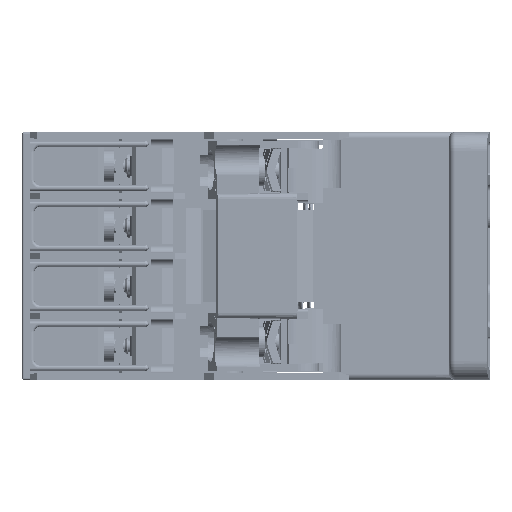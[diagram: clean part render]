
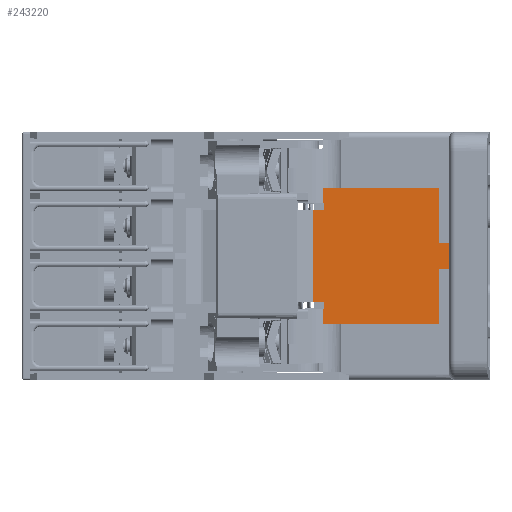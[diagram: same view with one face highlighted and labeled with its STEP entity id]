
A CAD part, left-side view. The second image highlights one B-rep face of the part: STEP entity #243220.
In plain terms, the highlighted planar face has unit normal (-1, 0, 0).
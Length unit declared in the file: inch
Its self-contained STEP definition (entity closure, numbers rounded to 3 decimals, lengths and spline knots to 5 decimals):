
#233636=CARTESIAN_POINT('',(-1.27559,0.1248,0.37992));
#233637=VERTEX_POINT('',#233636);
#233645=CARTESIAN_POINT('',(-1.27559,0.1248,0.48819));
#233646=VERTEX_POINT('',#233645);
#233647=CARTESIAN_POINT('',(-1.27559,0.1248,0.37992));
#233648=DIRECTION('',(0.0,0.0,1.0));
#233649=VECTOR('',#233648,0.10827);
#233650=LINE('',#233647,#233649);
#233651=EDGE_CURVE('',#233637,#233646,#233650,.T.);
#233766=CARTESIAN_POINT('',(-1.27559,0.12205,0.37992));
#233767=VERTEX_POINT('',#233766);
#233768=CARTESIAN_POINT('',(-1.27559,0.1248,0.37992));
#233769=DIRECTION('',(0.0,-1.0,0.0));
#233770=VECTOR('',#233769,0.00275);
#233771=LINE('',#233768,#233770);
#233772=EDGE_CURVE('',#233637,#233767,#233771,.T.);
#233924=CARTESIAN_POINT('',(-1.27559,0.12205,-0.37992));
#233925=VERTEX_POINT('',#233924);
#233926=CARTESIAN_POINT('',(-1.27559,0.1248,-0.37992));
#233927=VERTEX_POINT('',#233926);
#233928=CARTESIAN_POINT('',(-1.27559,0.12205,-0.37992));
#233929=DIRECTION('',(0.0,1.0,0.0));
#233930=VECTOR('',#233929,0.00275);
#233931=LINE('',#233928,#233930);
#233932=EDGE_CURVE('',#233925,#233927,#233931,.T.);
#234483=CARTESIAN_POINT('',(-1.27559,0.12205,-0.33071));
#234484=VERTEX_POINT('',#234483);
#234493=CARTESIAN_POINT('',(-1.27559,0.12205,-0.33071));
#234494=DIRECTION('',(0.0,0.0,-1.0));
#234495=VECTOR('',#234494,0.04921);
#234496=LINE('',#234493,#234495);
#234497=EDGE_CURVE('',#234484,#233925,#234496,.T.);
#234507=CARTESIAN_POINT('',(-1.27559,0.12205,0.33071));
#234508=VERTEX_POINT('',#234507);
#234515=CARTESIAN_POINT('',(-1.27559,0.12205,0.37992));
#234516=DIRECTION('',(0.0,0.0,-1.0));
#234517=VECTOR('',#234516,0.04921);
#234518=LINE('',#234515,#234517);
#234519=EDGE_CURVE('',#233767,#234508,#234518,.T.);
#234532=CARTESIAN_POINT('',(-1.27559,0.20079,-0.33071));
#234533=VERTEX_POINT('',#234532);
#234534=CARTESIAN_POINT('',(-1.27559,0.12205,-0.33071));
#234535=DIRECTION('',(0.0,1.0,0.0));
#234536=VECTOR('',#234535,0.07874);
#234537=LINE('',#234534,#234536);
#234538=EDGE_CURVE('',#234484,#234533,#234537,.T.);
#234644=CARTESIAN_POINT('',(-1.27559,0.20079,0.33071));
#234645=VERTEX_POINT('',#234644);
#234646=CARTESIAN_POINT('',(-1.27559,0.20079,0.33071));
#234647=DIRECTION('',(0.0,0.0,-1.0));
#234648=VECTOR('',#234647,0.66142);
#234649=LINE('',#234646,#234648);
#234650=EDGE_CURVE('',#234645,#234533,#234649,.T.);
#234679=CARTESIAN_POINT('',(-1.27559,0.20079,0.33071));
#234680=DIRECTION('',(0.0,-1.0,0.0));
#234681=VECTOR('',#234680,0.07874);
#234682=LINE('',#234679,#234681);
#234683=EDGE_CURVE('',#234645,#234508,#234682,.T.);
#234713=CARTESIAN_POINT('',(-1.27559,0.1248,-0.48819));
#234714=VERTEX_POINT('',#234713);
#234722=CARTESIAN_POINT('',(-1.27559,0.1248,-0.48819));
#234723=DIRECTION('',(0.0,0.0,1.0));
#234724=VECTOR('',#234723,0.10827);
#234725=LINE('',#234722,#234724);
#234726=EDGE_CURVE('',#234714,#233927,#234725,.T.);
#243132=CARTESIAN_POINT('',(-1.27559,-0.77559,0.48819));
#243133=DIRECTION('',(-1.0,0.0,0.0));
#243134=DIRECTION('',(0.0,0.0,1.0));
#243135=AXIS2_PLACEMENT_3D('',#243132,#243133,#243134);
#243136=PLANE('',#243135);
#243137=CARTESIAN_POINT('',(-1.27559,-0.70079,-0.48425));
#243138=VERTEX_POINT('',#243137);
#243139=CARTESIAN_POINT('',(-1.27559,-0.70079,-0.09055));
#243140=VERTEX_POINT('',#243139);
#243141=CARTESIAN_POINT('',(-1.27559,-0.70079,-0.48425));
#243142=DIRECTION('',(0.0,0.0,1.0));
#243143=VECTOR('',#243142,0.3937);
#243144=LINE('',#243141,#243143);
#243145=EDGE_CURVE('',#243138,#243140,#243144,.T.);
#243146=ORIENTED_EDGE('',*,*,#243145,.T.);
#243147=CARTESIAN_POINT('',(-1.27559,-0.77559,-0.09055));
#243148=VERTEX_POINT('',#243147);
#243149=CARTESIAN_POINT('',(-1.27559,-0.70079,-0.09055));
#243150=DIRECTION('',(0.0,-1.0,0.0));
#243151=VECTOR('',#243150,0.0748);
#243152=LINE('',#243149,#243151);
#243153=EDGE_CURVE('',#243140,#243148,#243152,.T.);
#243154=ORIENTED_EDGE('',*,*,#243153,.T.);
#243155=CARTESIAN_POINT('',(-1.27559,-0.77559,0.09055));
#243156=VERTEX_POINT('',#243155);
#243157=CARTESIAN_POINT('',(-1.27559,-0.77559,0.09055));
#243158=DIRECTION('',(0.0,0.0,-1.0));
#243159=VECTOR('',#243158,0.1811);
#243160=LINE('',#243157,#243159);
#243161=EDGE_CURVE('',#243156,#243148,#243160,.T.);
#243162=ORIENTED_EDGE('',*,*,#243161,.F.);
#243163=CARTESIAN_POINT('',(-1.27559,-0.70079,0.09055));
#243164=VERTEX_POINT('',#243163);
#243165=CARTESIAN_POINT('',(-1.27559,-0.70079,0.09055));
#243166=DIRECTION('',(0.0,-1.0,0.0));
#243167=VECTOR('',#243166,0.0748);
#243168=LINE('',#243165,#243167);
#243169=EDGE_CURVE('',#243164,#243156,#243168,.T.);
#243170=ORIENTED_EDGE('',*,*,#243169,.F.);
#243171=CARTESIAN_POINT('',(-1.27559,-0.70079,0.48425));
#243172=VERTEX_POINT('',#243171);
#243173=CARTESIAN_POINT('',(-1.27559,-0.70079,0.09055));
#243174=DIRECTION('',(0.0,0.0,1.0));
#243175=VECTOR('',#243174,0.3937);
#243176=LINE('',#243173,#243175);
#243177=EDGE_CURVE('',#243164,#243172,#243176,.T.);
#243178=ORIENTED_EDGE('',*,*,#243177,.T.);
#243179=CARTESIAN_POINT('',(-1.27559,-0.70472,0.48819));
#243180=VERTEX_POINT('',#243179);
#243181=CARTESIAN_POINT('',(-1.27559,-0.70472,0.48425));
#243182=DIRECTION('',(1.0,0.,0.));
#243183=DIRECTION('',(0.,0.707,0.707));
#243184=AXIS2_PLACEMENT_3D('',#243181,#243182,#243183);
#243185=CIRCLE('',#243184,0.00394);
#243186=EDGE_CURVE('',#243180,#243172,#243185,.F.);
#243187=ORIENTED_EDGE('',*,*,#243186,.F.);
#243188=CARTESIAN_POINT('',(-1.27559,-0.70472,0.48819));
#243189=DIRECTION('',(0.0,1.0,0.0));
#243190=VECTOR('',#243189,0.82953);
#243191=LINE('',#243188,#243190);
#243192=EDGE_CURVE('',#243180,#233646,#243191,.T.);
#243193=ORIENTED_EDGE('',*,*,#243192,.T.);
#243194=ORIENTED_EDGE('',*,*,#233651,.F.);
#243195=ORIENTED_EDGE('',*,*,#233772,.T.);
#243196=ORIENTED_EDGE('',*,*,#234519,.T.);
#243197=ORIENTED_EDGE('',*,*,#234683,.F.);
#243198=ORIENTED_EDGE('',*,*,#234650,.T.);
#243199=ORIENTED_EDGE('',*,*,#234538,.F.);
#243200=ORIENTED_EDGE('',*,*,#234497,.T.);
#243201=ORIENTED_EDGE('',*,*,#233932,.T.);
#243202=ORIENTED_EDGE('',*,*,#234726,.F.);
#243203=CARTESIAN_POINT('',(-1.27559,-0.70472,-0.48819));
#243204=VERTEX_POINT('',#243203);
#243205=CARTESIAN_POINT('',(-1.27559,-0.70472,-0.48819));
#243206=DIRECTION('',(0.0,1.0,0.0));
#243207=VECTOR('',#243206,0.82953);
#243208=LINE('',#243205,#243207);
#243209=EDGE_CURVE('',#243204,#234714,#243208,.T.);
#243210=ORIENTED_EDGE('',*,*,#243209,.F.);
#243211=CARTESIAN_POINT('',(-1.27559,-0.70472,-0.48425));
#243212=DIRECTION('',(1.0,0.,0.));
#243213=DIRECTION('',(0.,0.707,-0.707));
#243214=AXIS2_PLACEMENT_3D('',#243211,#243212,#243213);
#243215=CIRCLE('',#243214,0.00394);
#243216=EDGE_CURVE('',#243138,#243204,#243215,.F.);
#243217=ORIENTED_EDGE('',*,*,#243216,.F.);
#243218=EDGE_LOOP('',(#243146,#243154,#243162,#243170,#243178,#243187,#243193,#243194,#243195,#243196,#243197,#243198,#243199,#243200,#243201,#243202,#243210,#243217));
#243219=FACE_OUTER_BOUND('',#243218,.T.);
#243220=ADVANCED_FACE('',(#243219),#243136,.T.);
